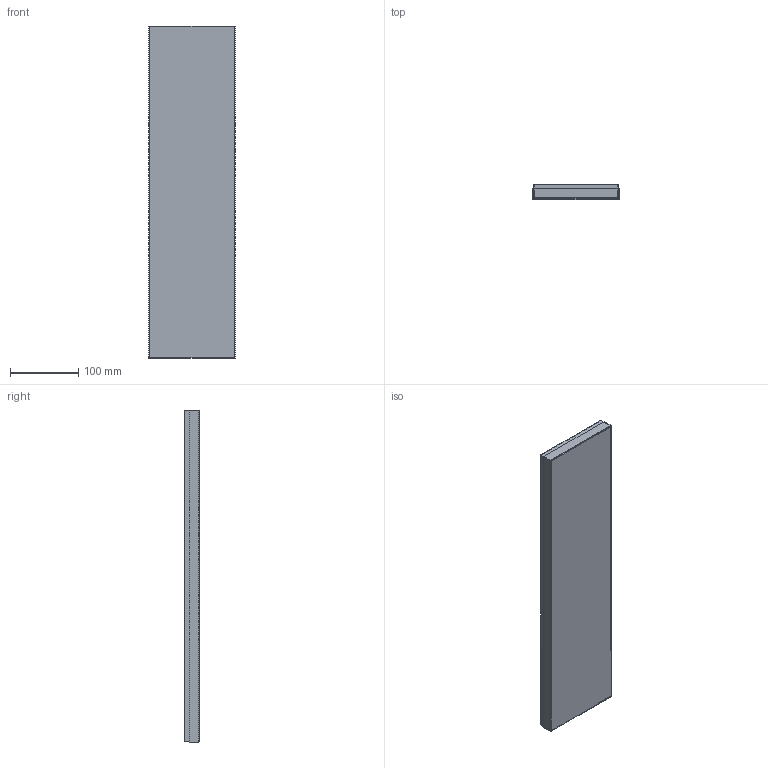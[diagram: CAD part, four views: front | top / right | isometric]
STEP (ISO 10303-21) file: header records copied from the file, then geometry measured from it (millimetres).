
FILE_DESCRIPTION (( 'STEP AP214' ), '1' );
FILE_NAME ('Bac.STEP', '2020-10-09T08:45:09', ( '' ), ( '' ), 'SwSTEP 2.0', 'SolidWorks 2019', '' );
FILE_SCHEMA (( 'AUTOMOTIVE_DESIGN' ));
Length unit declared in the file: millimetre
Products named in the file (3): Bac bas; Bac; Bac Haut
Assembly tree (2 placements, depth 2):
  Bac
    Bac bas
    Bac Haut
Bounding box: 126 x 22 x 486 mm (x, y, z)
Volume: 162062.3 mm3; surface area: 326584.7 mm2
Topology: 2 solids, 2 shells, 52 faces, 122 edges, 72 vertices
Faces by surface type: plane 34, cylinder 14, sphere 4
Entity records: 1536 total; most frequent: CARTESIAN_POINT 259, DIRECTION 248, ORIENTED_EDGE 236, EDGE_CURVE 118, VECTOR 94, LINE 94, AXIS2_PLACEMENT_3D 77, VERTEX_POINT 72
